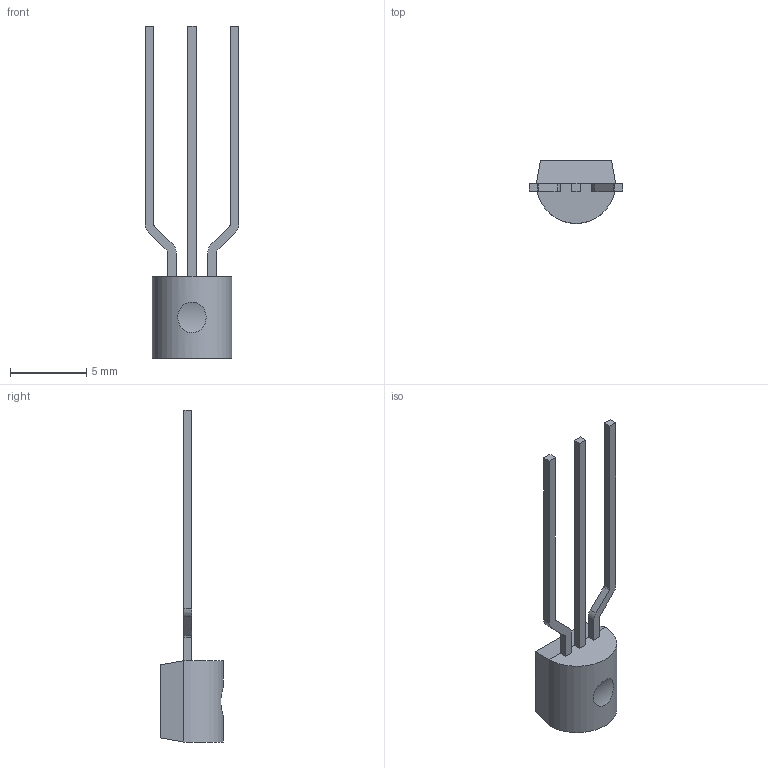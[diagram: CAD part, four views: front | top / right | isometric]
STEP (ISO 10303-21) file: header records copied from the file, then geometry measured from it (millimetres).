
FILE_DESCRIPTION (( 'STEP AP214' ), '1' );
FILE_NAME ('BC547BTA.STEP', '2021-06-05T06:08:22', ( '' ), ( '' ), 'SwSTEP 2.0', 'SolidWorks 2018', '' );
FILE_SCHEMA (( 'AUTOMOTIVE_DESIGN' ));
Length unit declared in the file: millimetre
Products named in the file (2): BC547BTA
Bounding box: 6.16 x 4.13 x 21.77 mm (x, y, z)
Volume: 109.3 mm3; surface area: 228.9 mm2
Topology: 4 solids, 4 shells, 43 faces, 99 edges, 65 vertices
Faces by surface type: plane 33, cylinder 10
Entity records: 1785 total; most frequent: CARTESIAN_POINT 240, DIRECTION 206, ORIENTED_EDGE 198, EDGE_CURVE 99, VECTOR 80, LINE 80, VERTEX_POINT 65, AXIS2_PLACEMENT_3D 63
